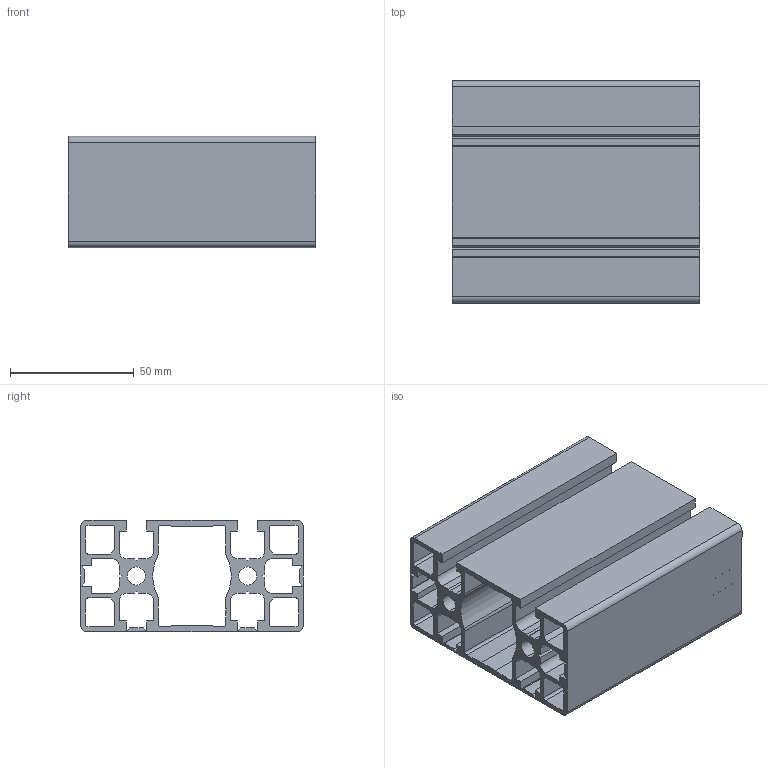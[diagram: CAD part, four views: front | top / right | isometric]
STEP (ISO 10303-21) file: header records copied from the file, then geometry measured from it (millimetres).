
FILE_DESCRIPTION (( 'STEP AP214' ), '1' );
FILE_NAME ('084.101.051.STEP', '2020-07-23T07:32:17', ( '' ), ( '' ), 'SwSTEP 2.0', 'SolidWorks 2018', '' );
FILE_SCHEMA (( 'AUTOMOTIVE_DESIGN' ));
Length unit declared in the file: millimetre
Products named in the file (1): 084.101.051
Bounding box: 100 x 90 x 45 mm (x, y, z)
Volume: 117575.5 mm3; surface area: 95859.6 mm2
Topology: 1 solids, 1 shells, 167 faces, 495 edges, 330 vertices
Faces by surface type: plane 122, cylinder 45
Entity records: 5637 total; most frequent: CARTESIAN_POINT 993, ORIENTED_EDGE 990, DIRECTION 921, EDGE_CURVE 495, LINE 405, VECTOR 405, VERTEX_POINT 330, AXIS2_PLACEMENT_3D 258
